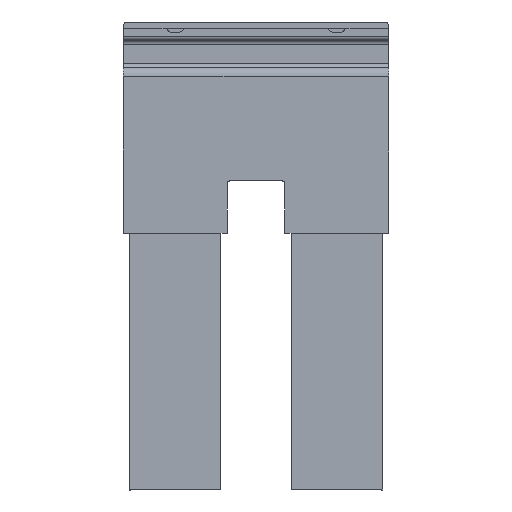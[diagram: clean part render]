
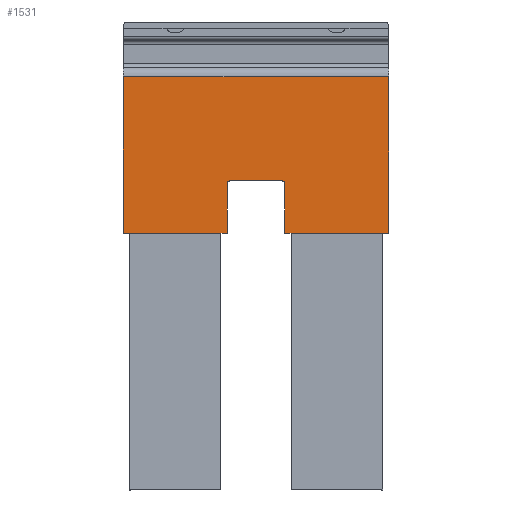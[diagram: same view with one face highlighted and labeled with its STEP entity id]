
A CAD part, front view. The second image highlights one B-rep face of the part: STEP entity #1531.
In plain terms, the highlighted planar face has unit normal (0, -1, 0).
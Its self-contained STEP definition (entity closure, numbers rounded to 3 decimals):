
#30=CIRCLE('',#1583,0.2);
#32=CIRCLE('',#1587,0.2);
#255=ORIENTED_EDGE('',*,*,#486,.T.);
#256=ORIENTED_EDGE('',*,*,#516,.T.);
#257=ORIENTED_EDGE('',*,*,#513,.T.);
#258=ORIENTED_EDGE('',*,*,#512,.T.);
#259=ORIENTED_EDGE('',*,*,#517,.F.);
#260=ORIENTED_EDGE('',*,*,#518,.T.);
#261=ORIENTED_EDGE('',*,*,#448,.T.);
#262=ORIENTED_EDGE('',*,*,#451,.F.);
#263=ORIENTED_EDGE('',*,*,#454,.T.);
#264=ORIENTED_EDGE('',*,*,#457,.T.);
#265=ORIENTED_EDGE('',*,*,#460,.F.);
#448=EDGE_CURVE('',#593,#596,#706,.T.);
#451=EDGE_CURVE('',#598,#596,#30,.F.);
#454=EDGE_CURVE('',#598,#600,#710,.T.);
#457=EDGE_CURVE('',#600,#602,#32,.T.);
#460=EDGE_CURVE('',#604,#602,#714,.T.);
#486=EDGE_CURVE('',#604,#620,#734,.T.);
#512=EDGE_CURVE('',#639,#640,#750,.F.);
#513=EDGE_CURVE('',#641,#639,#751,.F.);
#516=EDGE_CURVE('',#620,#641,#752,.T.);
#517=EDGE_CURVE('',#642,#640,#753,.T.);
#518=EDGE_CURVE('',#642,#593,#754,.T.);
#593=VERTEX_POINT('',#2075);
#596=VERTEX_POINT('',#2080);
#598=VERTEX_POINT('',#2086);
#600=VERTEX_POINT('',#2092);
#602=VERTEX_POINT('',#2098);
#604=VERTEX_POINT('',#2104);
#620=VERTEX_POINT('',#2157);
#639=VERTEX_POINT('',#2212);
#640=VERTEX_POINT('',#2213);
#641=VERTEX_POINT('',#2215);
#642=VERTEX_POINT('',#2221);
#706=LINE('',#2081,#823);
#710=LINE('',#2093,#827);
#714=LINE('',#2105,#831);
#734=LINE('',#2158,#851);
#750=LINE('',#2211,#867);
#751=LINE('',#2214,#868);
#752=LINE('',#2219,#869);
#753=LINE('',#2220,#870);
#754=LINE('',#2222,#871);
#823=VECTOR('',#1747,1000.);
#827=VECTOR('',#1759,1000.);
#831=VECTOR('',#1771,1000.);
#851=VECTOR('',#1825,1000.);
#867=VECTOR('',#1879,1000.);
#868=VECTOR('',#1880,1000.);
#869=VECTOR('',#1887,1000.);
#870=VECTOR('',#1888,1000.);
#871=VECTOR('',#1889,1000.);
#943=EDGE_LOOP('',(#255,#256,#257,#258,#259,#260,#261,#262,#263,#264,#265));
#1007=FACE_BOUND('',#943,.T.);
#1055=PLANE('',#1627);
#1531=ADVANCED_FACE('',(#1007),#1055,.F.);
#1583=AXIS2_PLACEMENT_3D('',#2087,#1753,#1754);
#1587=AXIS2_PLACEMENT_3D('',#2099,#1765,#1766);
#1627=AXIS2_PLACEMENT_3D('',#2218,#1885,#1886);
#1747=DIRECTION('',(0.,0.,1.));
#1753=DIRECTION('',(0.,1.,0.));
#1754=DIRECTION('',(0.,0.,1.));
#1759=DIRECTION('',(1.,0.,0.));
#1765=DIRECTION('',(0.,1.,0.));
#1766=DIRECTION('',(0.,0.,1.));
#1771=DIRECTION('',(0.,0.,1.));
#1825=DIRECTION('',(1.,0.,0.));
#1879=DIRECTION('',(1.,0.,0.));
#1880=DIRECTION('',(1.,0.,0.));
#1885=DIRECTION('',(0.,1.,0.));
#1886=DIRECTION('',(0.,0.,1.));
#1887=DIRECTION('',(0.,0.,1.));
#1888=DIRECTION('',(0.,0.,1.));
#1889=DIRECTION('',(1.,0.,0.));
#2075=CARTESIAN_POINT('',(-2.823,-0.4,-5.542));
#2080=CARTESIAN_POINT('',(-2.823,-0.4,-3.142));
#2081=CARTESIAN_POINT('',(-2.823,-0.4,-5.542));
#2086=CARTESIAN_POINT('',(-2.623,-0.4,-2.942));
#2087=CARTESIAN_POINT('',(-2.623,-0.4,-3.142));
#2092=CARTESIAN_POINT('',(-0.173,-0.4,-2.942));
#2093=CARTESIAN_POINT('',(-16.273,-0.4,-2.942));
#2098=CARTESIAN_POINT('',(0.027,-0.4,-3.142));
#2099=CARTESIAN_POINT('',(-0.173,-0.4,-3.142));
#2104=CARTESIAN_POINT('',(0.027,-0.4,-5.542));
#2105=CARTESIAN_POINT('',(0.027,-0.4,-0.942));
#2157=CARTESIAN_POINT('',(5.127,-0.4,-5.542));
#2158=CARTESIAN_POINT('',(-14.273,-0.4,-5.542));
#2211=CARTESIAN_POINT('',(-16.273,-0.4,2.169));
#2212=CARTESIAN_POINT('',(-6.923,-0.4,2.169));
#2213=CARTESIAN_POINT('',(-7.923,-0.4,2.169));
#2214=CARTESIAN_POINT('',(-16.273,-0.4,2.169));
#2215=CARTESIAN_POINT('',(5.127,-0.4,2.169));
#2218=CARTESIAN_POINT('',(-16.273,-0.4,-5.542));
#2219=CARTESIAN_POINT('',(5.127,-0.4,-5.542));
#2220=CARTESIAN_POINT('',(-7.923,-0.4,4.258));
#2221=CARTESIAN_POINT('',(-7.923,-0.4,-5.542));
#2222=CARTESIAN_POINT('',(-16.273,-0.4,-5.542));
